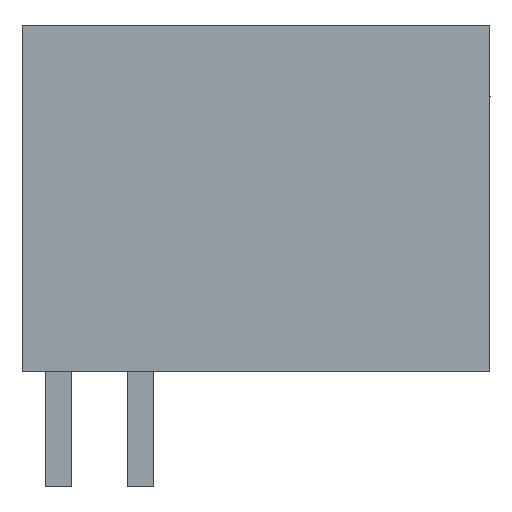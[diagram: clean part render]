
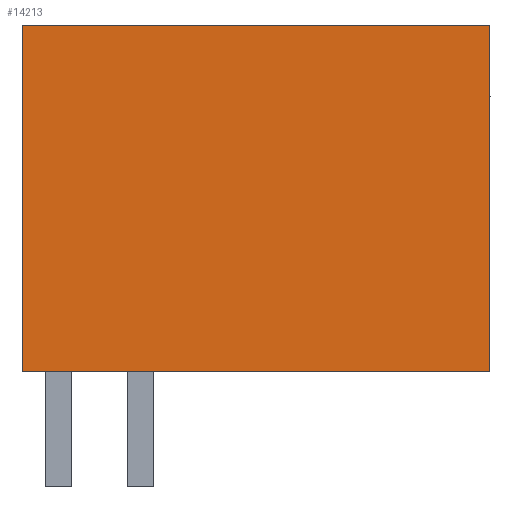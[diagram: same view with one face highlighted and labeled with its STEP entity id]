
A CAD part, left-side view. The second image highlights one B-rep face of the part: STEP entity #14213.
In plain terms, the highlighted planar face has unit normal (-1, 0, 0).
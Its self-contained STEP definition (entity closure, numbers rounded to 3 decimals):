
#14193=AXIS2_PLACEMENT_3D('Plane Axis2P3D',#14190,#14191,#14192) ;
#3888=CARTESIAN_POINT('Vertex',(0.,0.,14.)) ;
#3891=CARTESIAN_POINT('Line Origine',(0.,0.,8.75)) ;
#3895=CARTESIAN_POINT('Vertex',(0.,0.,3.5)) ;
#12579=CARTESIAN_POINT('Line Origine',(0.,7.1,14.)) ;
#12583=CARTESIAN_POINT('Vertex',(0.,14.2,14.)) ;
#14190=CARTESIAN_POINT('Axis2P3D Location',(0.,14.2,0.)) ;
#14195=CARTESIAN_POINT('Line Origine',(0.,7.1,3.5)) ;
#14199=CARTESIAN_POINT('Vertex',(0.,14.2,3.5)) ;
#14202=CARTESIAN_POINT('Line Origine',(0.,14.2,8.75)) ;
#3892=DIRECTION('Vector Direction',(0.,0.,-1.)) ;
#12580=DIRECTION('Vector Direction',(0.,-1.,0.)) ;
#14191=DIRECTION('Axis2P3D Direction',(-1.,0.,0.)) ;
#14192=DIRECTION('Axis2P3D XDirection',(0.,-1.,0.)) ;
#14196=DIRECTION('Vector Direction',(0.,-1.,0.)) ;
#14203=DIRECTION('Vector Direction',(0.,0.,-1.)) ;
#3893=VECTOR('Line Direction',#3892,1.) ;
#12581=VECTOR('Line Direction',#12580,1.) ;
#14197=VECTOR('Line Direction',#14196,1.) ;
#14204=VECTOR('Line Direction',#14203,1.) ;
#14208=ORIENTED_EDGE('',*,*,#14201,.T.) ;
#14209=ORIENTED_EDGE('',*,*,#3897,.T.) ;
#14210=ORIENTED_EDGE('',*,*,#12585,.T.) ;
#14211=ORIENTED_EDGE('',*,*,#14206,.T.) ;
#14213=ADVANCED_FACE('HOUSING',(#14212),#14194,.T.) ;
#3897=EDGE_CURVE('',#3896,#3889,#3894,.F.) ;
#12585=EDGE_CURVE('',#3889,#12584,#12582,.F.) ;
#14201=EDGE_CURVE('',#14200,#3896,#14198,.T.) ;
#14206=EDGE_CURVE('',#12584,#14200,#14205,.T.) ;
#14207=EDGE_LOOP('',(#14208,#14209,#14210,#14211)) ;
#14212=FACE_OUTER_BOUND('',#14207,.T.) ;
#3894=LINE('Line',#3891,#3893) ;
#12582=LINE('Line',#12579,#12581) ;
#14198=LINE('Line',#14195,#14197) ;
#14205=LINE('Line',#14202,#14204) ;
#14194=PLANE('',#14193) ;
#3889=VERTEX_POINT('',#3888) ;
#3896=VERTEX_POINT('',#3895) ;
#12584=VERTEX_POINT('',#12583) ;
#14200=VERTEX_POINT('',#14199) ;
